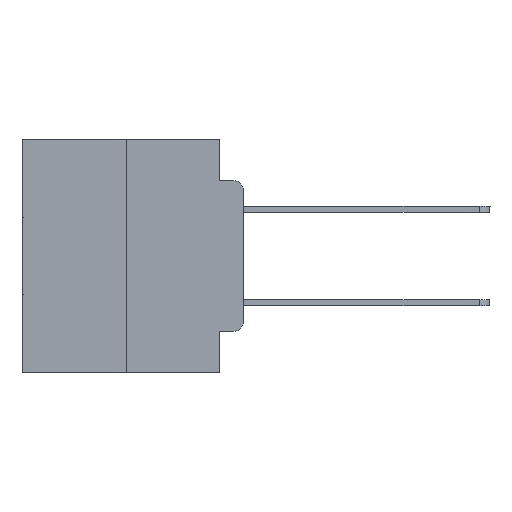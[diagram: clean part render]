
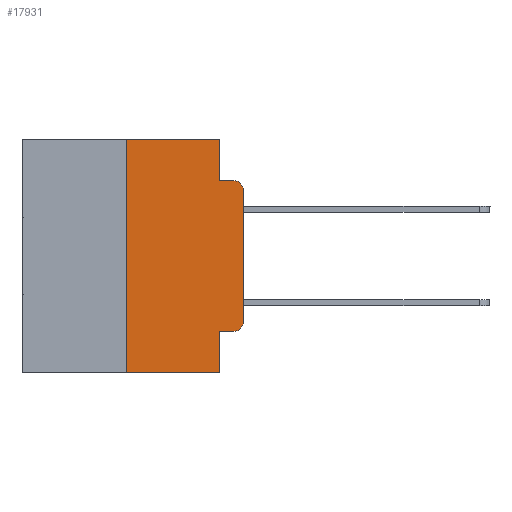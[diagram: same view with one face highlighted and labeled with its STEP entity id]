
A CAD part, left-side view. The second image highlights one B-rep face of the part: STEP entity #17931.
In plain terms, the highlighted planar face has unit normal (-1, 0, 0).
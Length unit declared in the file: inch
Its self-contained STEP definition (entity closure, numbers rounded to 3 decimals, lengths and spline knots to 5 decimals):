
#665 = CIRCLE ( 'NONE', #1238, 0.02 ) ;
#750 = VECTOR ( 'NONE', #21752, 39.37008 ) ;
#1238 = AXIS2_PLACEMENT_3D ( 'NONE', #11243, #27654, #13585 ) ;
#1358 = DIRECTION ( 'NONE',  ( 0., -1., 0. ) ) ;
#1747 = LINE ( 'NONE', #19693, #7327 ) ;
#1781 = DIRECTION ( 'NONE',  ( 0., 0., -1. ) ) ;
#1930 = VERTEX_POINT ( 'NONE', #4249 ) ;
#1987 = DIRECTION ( 'NONE',  ( 0., -1., 0. ) ) ;
#2454 = VERTEX_POINT ( 'NONE', #27683 ) ;
#2890 = VECTOR ( 'NONE', #1358, 39.37008 ) ;
#4123 = CARTESIAN_POINT ( 'NONE',  ( 0., 0.051, 0. ) ) ;
#4196 = ORIENTED_EDGE ( 'NONE', *, *, #21203, .F. ) ;
#4249 = CARTESIAN_POINT ( 'NONE',  ( 0., 0.051, 0. ) ) ;
#4404 = AXIS2_PLACEMENT_3D ( 'NONE', #26918, #12846, #29208 ) ;
#4671 = EDGE_CURVE ( 'NONE', #9433, #2454, #665, .T. ) ;
#4682 = EDGE_CURVE ( 'NONE', #1930, #27555, #18036, .T. ) ;
#5020 = VERTEX_POINT ( 'NONE', #10086 ) ;
#5472 = VERTEX_POINT ( 'NONE', #14047 ) ;
#5693 = ORIENTED_EDGE ( 'NONE', *, *, #17033, .F. ) ;
#6048 = ORIENTED_EDGE ( 'NONE', *, *, #23343, .F. ) ;
#6124 = LINE ( 'NONE', #24815, #24899 ) ;
#7327 = VECTOR ( 'NONE', #12577, 39.37008 ) ;
#7464 = VECTOR ( 'NONE', #13232, 39.37008 ) ;
#8201 = LINE ( 'NONE', #27207, #7464 ) ;
#9168 = LINE ( 'NONE', #17868, #2890 ) ;
#9345 = ORIENTED_EDGE ( 'NONE', *, *, #4671, .T. ) ;
#9433 = VERTEX_POINT ( 'NONE', #11142 ) ;
#9892 = CARTESIAN_POINT ( 'NONE',  ( 0., 0., 0. ) ) ;
#10086 = CARTESIAN_POINT ( 'NONE',  ( 0., 0., -0.3915 ) ) ;
#10520 = VERTEX_POINT ( 'NONE', #15373 ) ;
#10717 = DIRECTION ( 'NONE',  ( 0., 0., 1. ) ) ;
#11005 = VECTOR ( 'NONE', #1987, 39.37008 ) ;
#11142 = CARTESIAN_POINT ( 'NONE',  ( 0., 0., -0.1085 ) ) ;
#11224 = CARTESIAN_POINT ( 'NONE',  ( 0., 0.051, -0.0885 ) ) ;
#11243 = CARTESIAN_POINT ( 'NONE',  ( 0., 0.02, -0.1085 ) ) ;
#11399 = CARTESIAN_POINT ( 'NONE',  ( 0., 0.473, -0.5 ) ) ;
#11905 = CIRCLE ( 'NONE', #4404, 0.02 ) ;
#12210 = CARTESIAN_POINT ( 'NONE',  ( 0., 0.051, -0.0885 ) ) ;
#12344 = EDGE_CURVE ( 'NONE', #14702, #5020, #11905, .T. ) ;
#12577 = DIRECTION ( 'NONE',  ( 0., -1., 0. ) ) ;
#12846 = DIRECTION ( 'NONE',  ( -1., 0., 0. ) ) ;
#13232 = DIRECTION ( 'NONE',  ( 0., 0., -1. ) ) ;
#13519 = CARTESIAN_POINT ( 'NONE',  ( 0., 0.473, 0. ) ) ;
#13585 = DIRECTION ( 'NONE',  ( 0., 0., -1. ) ) ;
#14047 = CARTESIAN_POINT ( 'NONE',  ( 0., 0.25, -0.5 ) ) ;
#14057 = LINE ( 'NONE', #9892, #750 ) ;
#14702 = VERTEX_POINT ( 'NONE', #25897 ) ;
#15241 = ORIENTED_EDGE ( 'NONE', *, *, #19728, .F. ) ;
#15373 = CARTESIAN_POINT ( 'NONE',  ( 0., 0.25, 0. ) ) ;
#15906 = DIRECTION ( 'NONE',  ( 1., 0., 0. ) ) ;
#15962 = DIRECTION ( 'NONE',  ( 0., 0., -1. ) ) ;
#16268 = VECTOR ( 'NONE', #25281, 39.37008 ) ;
#16694 = EDGE_LOOP ( 'NONE', ( #27353, #9345, #6048, #18571, #15241, #4196, #23728, #5693, #19690, #26647 ) ) ;
#16895 = VERTEX_POINT ( 'NONE', #17447 ) ;
#17033 = EDGE_CURVE ( 'NONE', #16895, #17698, #8201, .T. ) ;
#17240 = LINE ( 'NONE', #11399, #11005 ) ;
#17300 = VECTOR ( 'NONE', #15962, 39.37008 ) ;
#17447 = CARTESIAN_POINT ( 'NONE',  ( 0., 0.051, -0.4115 ) ) ;
#17698 = VERTEX_POINT ( 'NONE', #22112 ) ;
#17868 = CARTESIAN_POINT ( 'NONE',  ( 0., 0.473, 0. ) ) ;
#17931 = ADVANCED_FACE ( 'NONE', ( #20668 ), #27596, .F. ) ;
#18036 = LINE ( 'NONE', #4123, #17300 ) ;
#18571 = ORIENTED_EDGE ( 'NONE', *, *, #4682, .F. ) ;
#19690 = ORIENTED_EDGE ( 'NONE', *, *, #28357, .T. ) ;
#19693 = CARTESIAN_POINT ( 'NONE',  ( 0., 0.051, -0.4115 ) ) ;
#19728 = EDGE_CURVE ( 'NONE', #10520, #1930, #9168, .T. ) ;
#19888 = EDGE_CURVE ( 'NONE', #5472, #17698, #17240, .T. ) ;
#20668 = FACE_OUTER_BOUND ( 'NONE', #16694, .T. ) ;
#21203 = EDGE_CURVE ( 'NONE', #5472, #10520, #6124, .T. ) ;
#21752 = DIRECTION ( 'NONE',  ( 0., 0., 1. ) ) ;
#22112 = CARTESIAN_POINT ( 'NONE',  ( 0., 0.051, -0.5 ) ) ;
#22993 = EDGE_CURVE ( 'NONE', #5020, #9433, #14057, .T. ) ;
#23343 = EDGE_CURVE ( 'NONE', #27555, #2454, #28000, .T. ) ;
#23728 = ORIENTED_EDGE ( 'NONE', *, *, #19888, .T. ) ;
#24815 = CARTESIAN_POINT ( 'NONE',  ( 0., 0.25, 0. ) ) ;
#24899 = VECTOR ( 'NONE', #10717, 39.37008 ) ;
#25281 = DIRECTION ( 'NONE',  ( 0., -1., 0. ) ) ;
#25382 = AXIS2_PLACEMENT_3D ( 'NONE', #13519, #15906, #1781 ) ;
#25897 = CARTESIAN_POINT ( 'NONE',  ( 0., 0.02, -0.4115 ) ) ;
#26647 = ORIENTED_EDGE ( 'NONE', *, *, #12344, .T. ) ;
#26918 = CARTESIAN_POINT ( 'NONE',  ( 0., 0.02, -0.3915 ) ) ;
#27207 = CARTESIAN_POINT ( 'NONE',  ( 0., 0.051, 0. ) ) ;
#27353 = ORIENTED_EDGE ( 'NONE', *, *, #22993, .T. ) ;
#27555 = VERTEX_POINT ( 'NONE', #12210 ) ;
#27596 = PLANE ( 'NONE',  #25382 ) ;
#27654 = DIRECTION ( 'NONE',  ( -1., 0., 0. ) ) ;
#27683 = CARTESIAN_POINT ( 'NONE',  ( 0., 0.02, -0.0885 ) ) ;
#28000 = LINE ( 'NONE', #11224, #16268 ) ;
#28357 = EDGE_CURVE ( 'NONE', #16895, #14702, #1747, .T. ) ;
#29208 = DIRECTION ( 'NONE',  ( 0., 0., -1. ) ) ;
